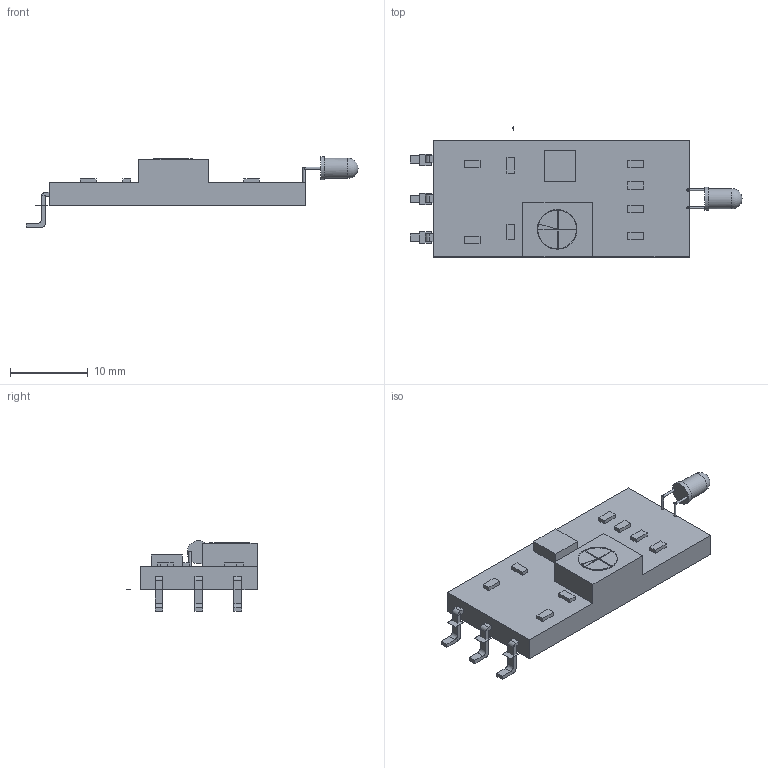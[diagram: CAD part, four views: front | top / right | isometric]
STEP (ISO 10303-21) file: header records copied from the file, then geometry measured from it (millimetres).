
FILE_DESCRIPTION(('STEP AP242'), '1');
FILE_NAME('Default file header', '2024-05-26T22:49:11', ('Default author'), ('Default organization'), 'C3D Converter', 'C3D Toolkit', 'Default authization');
FILE_SCHEMA(('AP242_MANAGED_MODEL_BASED_3D_ENGINEERING_MIM_LF { 1 0 10303 442 1 1 4 }'));
Length unit declared in the file: millimetre
Assembly tree (5 placements, depth 3):
  (unnamed)
    (unnamed)
      (unnamed)
      (unnamed)
    (unnamed)
      (unnamed)
Bounding box: 42.8 x 16.77 x 9.1 mm (x, y, z)
Volume: 1741.2 mm3; surface area: 1557.2 mm2
Topology: 6 solids, 6 shells, 182 faces, 447 edges, 295 vertices
Faces by surface type: plane 149, cylinder 23, extrusion 9, sphere 1
Full cylindrical faces by diameter (mm): 0.3 x4, 2.6 x1, 3 x1, 5 x1, 5.1 x1
Entity records: 6921 total; most frequent: CARTESIAN_POINT 1141, ORIENTED_EDGE 874, DIRECTION 849, EDGE_CURVE 437, VECTOR 365, LINE 356, VERTEX_POINT 294, AXIS2_PLACEMENT_3D 242
